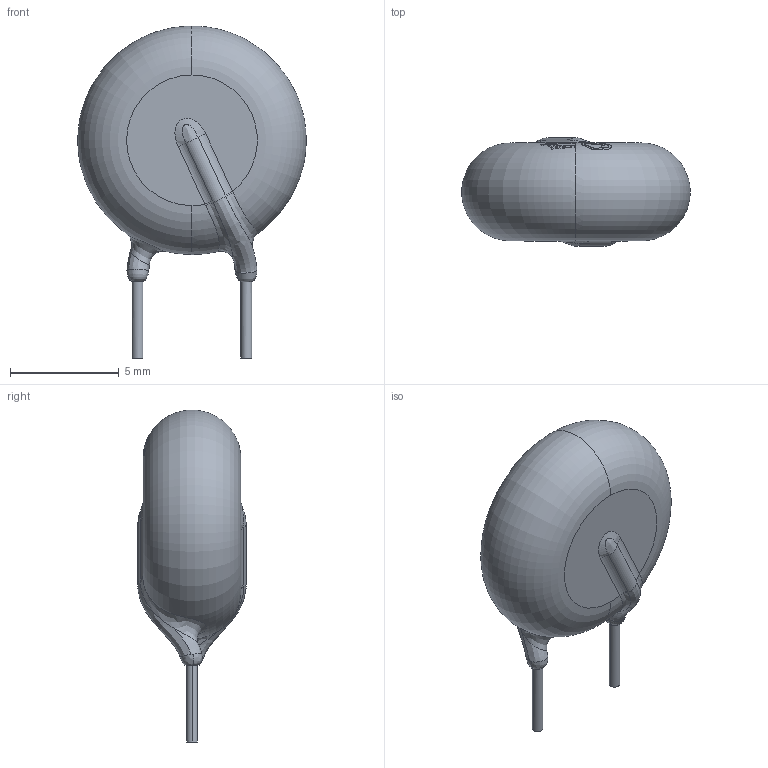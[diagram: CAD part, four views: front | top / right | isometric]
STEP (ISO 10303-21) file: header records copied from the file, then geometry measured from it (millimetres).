
FILE_DESCRIPTION (( 'STEP AP214' ), '1' );
FILE_NAME ('RES-TH_L10.5-W5.0-H13.5-P5.0-D0.8.step', '2022-07-28T09:23:48', ( '' ), ( '' ), 'SwSTEP 2.0', 'SolidWorks 2020', '' );
FILE_SCHEMA (( 'AUTOMOTIVE_DESIGN' ));
Length unit declared in the file: millimetre
Products named in the file (1): RES-TH_L10.5-W5.0-H13.5-P5.0-D0.8
Bounding box: 10.49 x 5 x 15.25 mm (x, y, z)
Volume: 332.6 mm3; surface area: 277.4 mm2
Topology: 1 solids, 1 shells, 258 faces, 703 edges, 466 vertices
Faces by surface type: bspline 116, plane 111, torus 21, cylinder 10
Entity records: 16109 total; most frequent: CARTESIAN_POINT 7960, ORIENTED_EDGE 1406, EDGE_CURVE 703, DIRECTION 559, VERTEX_POINT 466, B_SPLINE_CURVE_WITH_KNOTS 454, EDGE_LOOP 277, UNCERTAINTY_MEASURE_WITH_UNIT 261
